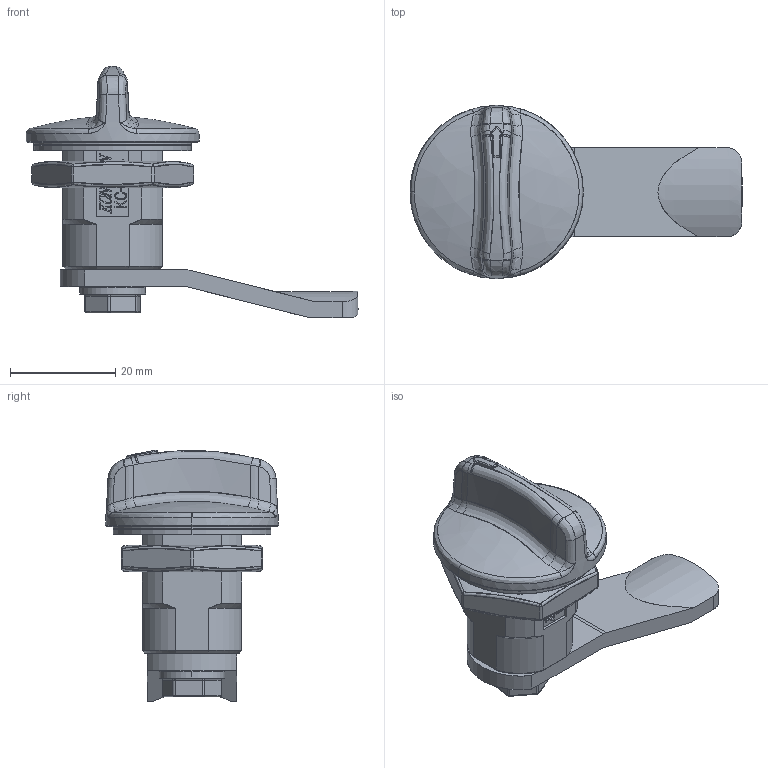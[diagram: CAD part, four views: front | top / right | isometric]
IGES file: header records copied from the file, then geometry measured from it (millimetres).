
Start section: SolidWorks IGES file using analytic representation for surfaces
Global section: file name: KC-134N.IGS; native system: SolidWorks 2011; preprocessor: SolidWorks 2011; author: KJRND03; date: 170811.102912; units: millimetre
Bounding box: 63.19 x 33 x 47.83 mm (x, y, z)
Surface area: 12707.6 mm2 (no closed solid volume)
Topology: 0 solids, 0 shells, 964 faces, 6525 edges, 6502 vertices
Faces by surface type: bspline 803, revolution 161
